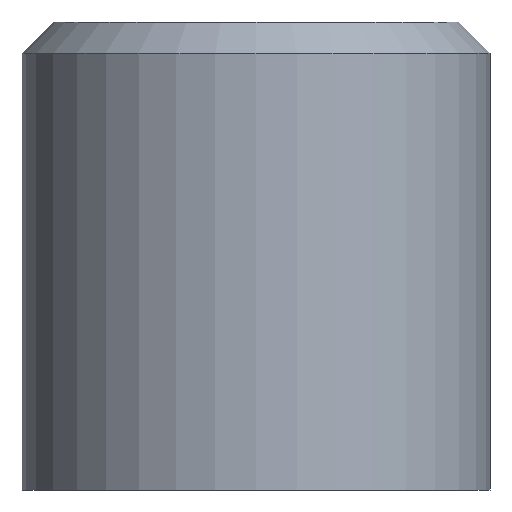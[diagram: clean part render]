
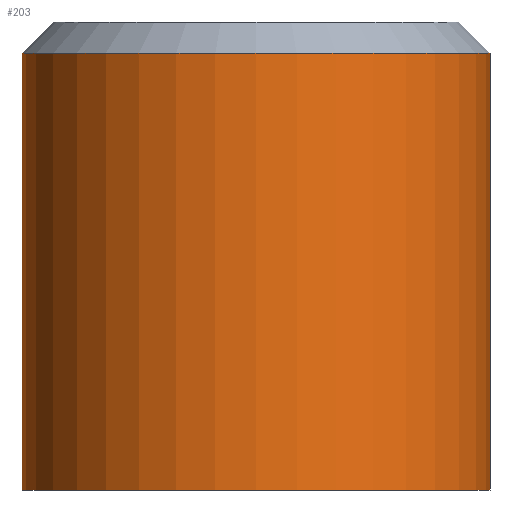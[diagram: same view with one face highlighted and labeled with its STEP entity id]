
A CAD part, front view. The second image highlights one B-rep face of the part: STEP entity #203.
In plain terms, the highlighted cylindrical face has radius 7.5 mm (diameter 15 mm), a partial arc.
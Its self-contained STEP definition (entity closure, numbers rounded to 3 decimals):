
#2 = CARTESIAN_POINT ( 'NONE',  ( -7.5, 0., 0. ) ) ;
#27 = VECTOR ( 'NONE', #165, 1000. ) ;
#29 = VERTEX_POINT ( 'NONE', #97 ) ;
#52 = CARTESIAN_POINT ( 'NONE',  ( 0., 0., 14. ) ) ;
#66 = VERTEX_POINT ( 'NONE', #2 ) ;
#75 = VERTEX_POINT ( 'NONE', #289 ) ;
#85 = VECTOR ( 'NONE', #243, 1000. ) ;
#89 = ORIENTED_EDGE ( 'NONE', *, *, #313, .T. ) ;
#97 = CARTESIAN_POINT ( 'NONE',  ( -7.5, 0., 14. ) ) ;
#117 = CIRCLE ( 'NONE', #123, 7.5 ) ;
#123 = AXIS2_PLACEMENT_3D ( 'NONE', #52, #250, #200 ) ;
#127 = LINE ( 'NONE', #186, #85 ) ;
#131 = CARTESIAN_POINT ( 'NONE',  ( 0., 0., 15. ) ) ;
#132 = CARTESIAN_POINT ( 'NONE',  ( 7.5, 0., 14. ) ) ;
#160 = DIRECTION ( 'NONE',  ( 0., 0., -1. ) ) ;
#165 = DIRECTION ( 'NONE',  ( 0., 0., -1. ) ) ;
#170 = VERTEX_POINT ( 'NONE', #132 ) ;
#172 = AXIS2_PLACEMENT_3D ( 'NONE', #368, #302, #363 ) ;
#175 = ORIENTED_EDGE ( 'NONE', *, *, #209, .F. ) ;
#186 = CARTESIAN_POINT ( 'NONE',  ( 7.5, 0., 15. ) ) ;
#200 = DIRECTION ( 'NONE',  ( 1., 0., 0. ) ) ;
#203 = ADVANCED_FACE ( 'NONE', ( #306 ), #304, .T. ) ;
#209 = EDGE_CURVE ( 'NONE', #170, #75, #127, .T. ) ;
#228 = ORIENTED_EDGE ( 'NONE', *, *, #319, .T. ) ;
#236 = CIRCLE ( 'NONE', #172, 7.5 ) ;
#243 = DIRECTION ( 'NONE',  ( 0., 0., -1. ) ) ;
#250 = DIRECTION ( 'NONE',  ( 0., 0., -1. ) ) ;
#289 = CARTESIAN_POINT ( 'NONE',  ( 7.5, 0., 0. ) ) ;
#302 = DIRECTION ( 'NONE',  ( 0., 0., 1. ) ) ;
#304 = CYLINDRICAL_SURFACE ( 'NONE', #337, 7.5 ) ;
#306 = FACE_OUTER_BOUND ( 'NONE', #348, .T. ) ;
#313 = EDGE_CURVE ( 'NONE', #170, #29, #117, .T. ) ;
#319 = EDGE_CURVE ( 'NONE', #29, #66, #364, .T. ) ;
#327 = ORIENTED_EDGE ( 'NONE', *, *, #340, .T. ) ;
#329 = CARTESIAN_POINT ( 'NONE',  ( -7.5, 0., 15. ) ) ;
#337 = AXIS2_PLACEMENT_3D ( 'NONE', #131, #160, #354 ) ;
#340 = EDGE_CURVE ( 'NONE', #66, #75, #236, .T. ) ;
#348 = EDGE_LOOP ( 'NONE', ( #175, #89, #228, #327 ) ) ;
#354 = DIRECTION ( 'NONE',  ( -1., 0., 0. ) ) ;
#363 = DIRECTION ( 'NONE',  ( 1., 0., 0. ) ) ;
#364 = LINE ( 'NONE', #329, #27 ) ;
#368 = CARTESIAN_POINT ( 'NONE',  ( 0., 0., 0. ) ) ;
